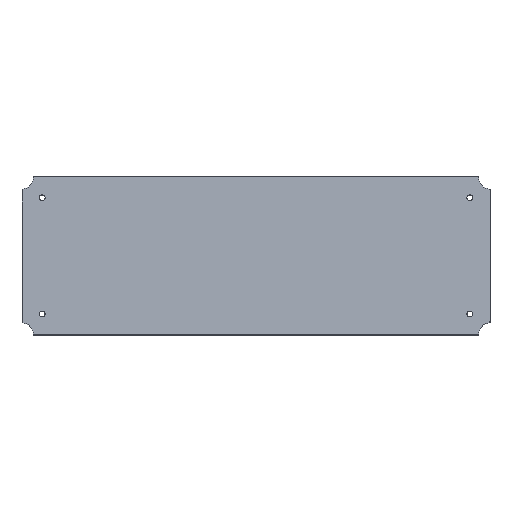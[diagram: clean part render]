
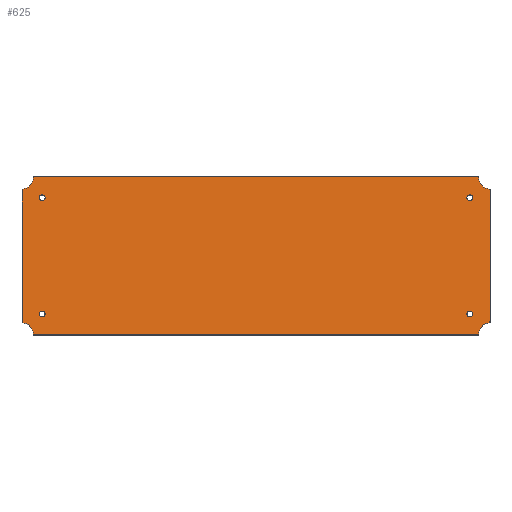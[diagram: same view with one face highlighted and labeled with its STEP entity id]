
A CAD part, top view. The second image highlights one B-rep face of the part: STEP entity #625.
In plain terms, the highlighted planar face has unit normal (0, 0.105, 0.995).
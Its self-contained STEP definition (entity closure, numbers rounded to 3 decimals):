
#15=FACE_BOUND('',#132,.T.);
#16=FACE_BOUND('',#133,.T.);
#17=FACE_BOUND('',#134,.T.);
#18=FACE_BOUND('',#135,.T.);
#23=PLANE('',#697);
#89=FACE_OUTER_BOUND('',#131,.T.);
#131=EDGE_LOOP('',(#472,#473,#474,#475,#476,#477,#478,#479,#480,#481,#482,
#483,#484,#485,#486,#487));
#132=EDGE_LOOP('',(#488));
#133=EDGE_LOOP('',(#489));
#134=EDGE_LOOP('',(#490));
#135=EDGE_LOOP('',(#491));
#180=LINE('',#1079,#216);
#181=LINE('',#1087,#217);
#182=LINE('',#1095,#218);
#183=LINE('',#1103,#219);
#216=VECTOR('',#814,10.);
#217=VECTOR('',#821,10.);
#218=VECTOR('',#828,10.);
#219=VECTOR('',#835,10.);
#243=CIRCLE('',#673,1.6);
#246=CIRCLE('',#678,1.6);
#249=CIRCLE('',#683,1.6);
#252=CIRCLE('',#688,1.6);
#253=CIRCLE('',#690,0.5);
#257=CIRCLE('',#696,6.5);
#258=CIRCLE('',#698,0.5);
#259=CIRCLE('',#699,6.5);
#260=CIRCLE('',#700,0.5);
#261=CIRCLE('',#701,0.5);
#262=CIRCLE('',#702,6.5);
#263=CIRCLE('',#703,0.5);
#264=CIRCLE('',#704,0.5);
#265=CIRCLE('',#705,6.5);
#266=CIRCLE('',#706,0.5);
#267=CIRCLE('',#707,0.5);
#283=VERTEX_POINT('',#937);
#286=VERTEX_POINT('',#947);
#289=VERTEX_POINT('',#957);
#292=VERTEX_POINT('',#967);
#293=VERTEX_POINT('',#971);
#294=VERTEX_POINT('',#972);
#300=VERTEX_POINT('',#1074);
#301=VERTEX_POINT('',#1078);
#302=VERTEX_POINT('',#1080);
#303=VERTEX_POINT('',#1082);
#304=VERTEX_POINT('',#1084);
#305=VERTEX_POINT('',#1086);
#306=VERTEX_POINT('',#1088);
#307=VERTEX_POINT('',#1090);
#308=VERTEX_POINT('',#1092);
#309=VERTEX_POINT('',#1094);
#310=VERTEX_POINT('',#1096);
#311=VERTEX_POINT('',#1098);
#312=VERTEX_POINT('',#1100);
#313=VERTEX_POINT('',#1102);
#337=EDGE_CURVE('',#283,#283,#243,.F.);
#342=EDGE_CURVE('',#286,#286,#246,.F.);
#347=EDGE_CURVE('',#289,#289,#249,.F.);
#352=EDGE_CURVE('',#292,#292,#252,.F.);
#353=EDGE_CURVE('',#293,#294,#253,.T.);
#362=EDGE_CURVE('',#300,#294,#257,.T.);
#364=EDGE_CURVE('',#293,#301,#180,.T.);
#365=EDGE_CURVE('',#302,#301,#258,.T.);
#366=EDGE_CURVE('',#302,#303,#259,.T.);
#367=EDGE_CURVE('',#304,#303,#260,.T.);
#368=EDGE_CURVE('',#304,#305,#181,.T.);
#369=EDGE_CURVE('',#306,#305,#261,.T.);
#370=EDGE_CURVE('',#306,#307,#262,.T.);
#371=EDGE_CURVE('',#308,#307,#263,.T.);
#372=EDGE_CURVE('',#308,#309,#182,.T.);
#373=EDGE_CURVE('',#310,#309,#264,.T.);
#374=EDGE_CURVE('',#310,#311,#265,.T.);
#375=EDGE_CURVE('',#312,#311,#266,.T.);
#376=EDGE_CURVE('',#312,#313,#183,.T.);
#377=EDGE_CURVE('',#300,#313,#267,.T.);
#472=ORIENTED_EDGE('',*,*,#353,.F.);
#473=ORIENTED_EDGE('',*,*,#364,.T.);
#474=ORIENTED_EDGE('',*,*,#365,.F.);
#475=ORIENTED_EDGE('',*,*,#366,.T.);
#476=ORIENTED_EDGE('',*,*,#367,.F.);
#477=ORIENTED_EDGE('',*,*,#368,.T.);
#478=ORIENTED_EDGE('',*,*,#369,.F.);
#479=ORIENTED_EDGE('',*,*,#370,.T.);
#480=ORIENTED_EDGE('',*,*,#371,.F.);
#481=ORIENTED_EDGE('',*,*,#372,.T.);
#482=ORIENTED_EDGE('',*,*,#373,.F.);
#483=ORIENTED_EDGE('',*,*,#374,.T.);
#484=ORIENTED_EDGE('',*,*,#375,.F.);
#485=ORIENTED_EDGE('',*,*,#376,.T.);
#486=ORIENTED_EDGE('',*,*,#377,.F.);
#487=ORIENTED_EDGE('',*,*,#362,.T.);
#488=ORIENTED_EDGE('',*,*,#337,.T.);
#489=ORIENTED_EDGE('',*,*,#342,.T.);
#490=ORIENTED_EDGE('',*,*,#347,.T.);
#491=ORIENTED_EDGE('',*,*,#352,.T.);
#625=ADVANCED_FACE('',(#89,#15,#16,#17,#18),#23,.F.);
#673=AXIS2_PLACEMENT_3D('',#939,#755,#756);
#678=AXIS2_PLACEMENT_3D('',#949,#767,#768);
#683=AXIS2_PLACEMENT_3D('',#959,#779,#780);
#688=AXIS2_PLACEMENT_3D('',#969,#791,#792);
#690=AXIS2_PLACEMENT_3D('',#973,#795,#796);
#696=AXIS2_PLACEMENT_3D('',#1075,#809,#810);
#697=AXIS2_PLACEMENT_3D('',#1077,#812,#813);
#698=AXIS2_PLACEMENT_3D('',#1081,#815,#816);
#699=AXIS2_PLACEMENT_3D('',#1083,#817,#818);
#700=AXIS2_PLACEMENT_3D('',#1085,#819,#820);
#701=AXIS2_PLACEMENT_3D('',#1089,#822,#823);
#702=AXIS2_PLACEMENT_3D('',#1091,#824,#825);
#703=AXIS2_PLACEMENT_3D('',#1093,#826,#827);
#704=AXIS2_PLACEMENT_3D('',#1097,#829,#830);
#705=AXIS2_PLACEMENT_3D('',#1099,#831,#832);
#706=AXIS2_PLACEMENT_3D('',#1101,#833,#834);
#707=AXIS2_PLACEMENT_3D('',#1104,#836,#837);
#755=DIRECTION('center_axis',(0.,0.105,0.995));
#756=DIRECTION('ref_axis',(-1.,0.,0.));
#767=DIRECTION('center_axis',(0.,0.105,0.995));
#768=DIRECTION('ref_axis',(-1.,0.,0.));
#779=DIRECTION('center_axis',(0.,0.105,0.995));
#780=DIRECTION('ref_axis',(-1.,0.,0.));
#791=DIRECTION('center_axis',(0.,0.105,0.995));
#792=DIRECTION('ref_axis',(-1.,0.,0.));
#795=DIRECTION('center_axis',(0.,-0.105,-0.995));
#796=DIRECTION('ref_axis',(0.744,-0.664,0.07));
#809=DIRECTION('center_axis',(0.,-0.105,-0.995));
#810=DIRECTION('ref_axis',(1.,0.,0.));
#812=DIRECTION('center_axis',(0.,-0.105,-0.995));
#813=DIRECTION('ref_axis',(1.,0.,0.));
#814=DIRECTION('',(0.,0.995,-0.105));
#815=DIRECTION('center_axis',(0.,-0.105,-0.995));
#816=DIRECTION('ref_axis',(0.744,0.664,-0.07));
#817=DIRECTION('center_axis',(0.,-0.105,-0.995));
#818=DIRECTION('ref_axis',(1.,0.,0.));
#819=DIRECTION('center_axis',(0.,-0.105,-0.995));
#820=DIRECTION('ref_axis',(0.694,0.716,-0.075));
#821=DIRECTION('',(-1.,0.,0.));
#822=DIRECTION('center_axis',(0.,-0.105,-0.995));
#823=DIRECTION('ref_axis',(-0.694,0.716,-0.075));
#824=DIRECTION('center_axis',(0.,-0.105,-0.995));
#825=DIRECTION('ref_axis',(1.,0.,0.));
#826=DIRECTION('center_axis',(0.,-0.105,-0.995));
#827=DIRECTION('ref_axis',(-0.744,0.664,-0.07));
#828=DIRECTION('',(0.,-0.995,0.105));
#829=DIRECTION('center_axis',(0.,-0.105,-0.995));
#830=DIRECTION('ref_axis',(-0.744,-0.664,0.07));
#831=DIRECTION('center_axis',(0.,-0.105,-0.995));
#832=DIRECTION('ref_axis',(1.,0.,0.));
#833=DIRECTION('center_axis',(0.,-0.105,-0.995));
#834=DIRECTION('ref_axis',(-0.694,-0.716,0.075));
#835=DIRECTION('',(1.,0.,0.));
#836=DIRECTION('center_axis',(0.,-0.105,-0.995));
#837=DIRECTION('ref_axis',(0.694,-0.716,0.075));
#937=CARTESIAN_POINT('',(-115.,-35.845,10.832));
#939=CARTESIAN_POINT('Origin',(-116.6,-35.845,10.832));
#947=CARTESIAN_POINT('',(118.2,-35.845,10.832));
#949=CARTESIAN_POINT('Origin',(116.6,-35.845,10.832));
#957=CARTESIAN_POINT('',(-115.,27.54,4.164));
#959=CARTESIAN_POINT('Origin',(-116.6,27.54,4.164));
#967=CARTESIAN_POINT('',(118.2,27.54,4.164));
#969=CARTESIAN_POINT('Origin',(116.6,27.54,4.164));
#971=CARTESIAN_POINT('',(127.6,-40.112,11.281));
#972=CARTESIAN_POINT('',(127.154,-40.607,11.333));
#973=CARTESIAN_POINT('Origin',(127.1,-40.112,11.281));
#1074=CARTESIAN_POINT('',(121.354,-46.803,11.985));
#1075=CARTESIAN_POINT('Origin',(127.85,-47.034,12.009));
#1077=CARTESIAN_POINT('Origin',(0.,-4.292,7.512));
#1078=CARTESIAN_POINT('',(127.6,31.807,3.715));
#1079=CARTESIAN_POINT('',(127.6,-22.555,9.434));
#1080=CARTESIAN_POINT('',(127.154,32.301,3.663));
#1081=CARTESIAN_POINT('Origin',(127.1,31.807,3.715));
#1082=CARTESIAN_POINT('',(121.354,38.497,3.011));
#1083=CARTESIAN_POINT('Origin',(127.85,38.728,2.986));
#1084=CARTESIAN_POINT('',(120.854,38.977,2.96));
#1085=CARTESIAN_POINT('Origin',(120.854,38.48,3.013));
#1086=CARTESIAN_POINT('',(-120.854,38.977,2.96));
#1087=CARTESIAN_POINT('',(60.8,38.977,2.96));
#1088=CARTESIAN_POINT('',(-121.354,38.497,3.011));
#1089=CARTESIAN_POINT('Origin',(-120.854,38.48,3.013));
#1090=CARTESIAN_POINT('',(-127.154,32.301,3.663));
#1091=CARTESIAN_POINT('Origin',(-127.85,38.728,2.986));
#1092=CARTESIAN_POINT('',(-127.6,31.807,3.715));
#1093=CARTESIAN_POINT('Origin',(-127.1,31.807,3.715));
#1094=CARTESIAN_POINT('',(-127.6,-40.112,11.281));
#1095=CARTESIAN_POINT('',(-127.6,14.11,5.576));
#1096=CARTESIAN_POINT('',(-127.154,-40.607,11.333));
#1097=CARTESIAN_POINT('Origin',(-127.1,-40.112,11.281));
#1098=CARTESIAN_POINT('',(-121.354,-46.803,11.985));
#1099=CARTESIAN_POINT('Origin',(-127.85,-47.034,12.009));
#1100=CARTESIAN_POINT('',(-120.854,-47.282,12.035));
#1101=CARTESIAN_POINT('Origin',(-120.854,-46.785,11.983));
#1102=CARTESIAN_POINT('',(120.854,-47.282,12.035));
#1103=CARTESIAN_POINT('',(-60.8,-47.282,12.035));
#1104=CARTESIAN_POINT('Origin',(120.854,-46.785,11.983));
